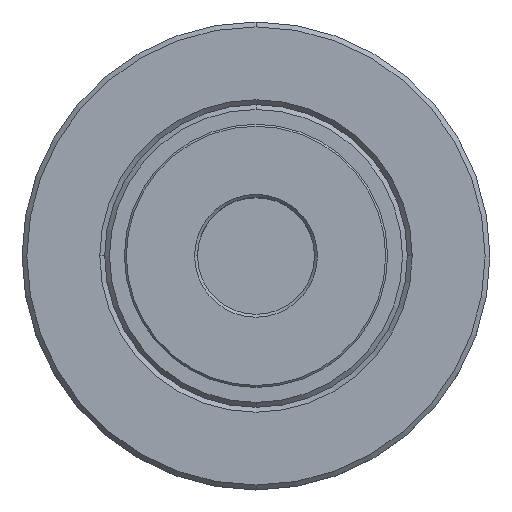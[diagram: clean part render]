
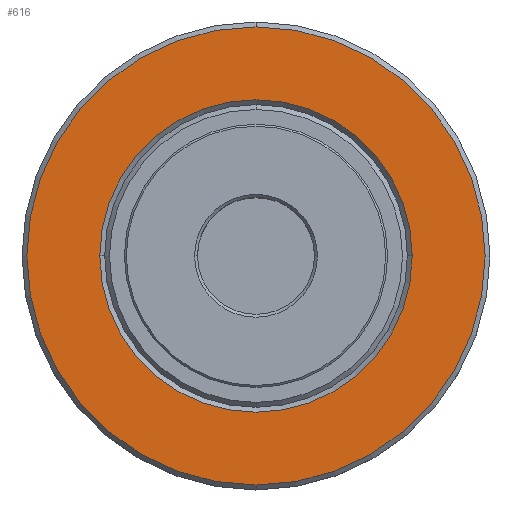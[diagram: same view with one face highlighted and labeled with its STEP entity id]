
A CAD part, top view. The second image highlights one B-rep face of the part: STEP entity #616.
In plain terms, the highlighted planar face has unit normal (0, 0, 1).
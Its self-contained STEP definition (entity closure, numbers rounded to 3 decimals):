
#18 = PLANE ( 'NONE',  #678 ) ;
#20 = CARTESIAN_POINT ( 'NONE',  ( -16.025, 0., 12.438 ) ) ;
#31 = DIRECTION ( 'NONE',  ( 1., 0., 0. ) ) ;
#81 = EDGE_LOOP ( 'NONE', ( #1458, #1337 ) ) ;
#142 = CARTESIAN_POINT ( 'NONE',  ( 16.025, 0., 12.438 ) ) ;
#154 = AXIS2_PLACEMENT_3D ( 'NONE', #426, #1476, #575 ) ;
#272 = CIRCLE ( 'NONE', #1190, 23.5 ) ;
#318 = CARTESIAN_POINT ( 'NONE',  ( 0., 23.5, 12.438 ) ) ;
#358 = DIRECTION ( 'NONE',  ( 0., 0., 1. ) ) ;
#426 = CARTESIAN_POINT ( 'NONE',  ( 0., 0., 12.438 ) ) ;
#446 = VERTEX_POINT ( 'NONE', #1533 ) ;
#509 = DIRECTION ( 'NONE',  ( 0., 0., 1. ) ) ;
#550 = EDGE_CURVE ( 'NONE', #1366, #446, #1085, .T. ) ;
#560 = CIRCLE ( 'NONE', #154, 16.025 ) ;
#575 = DIRECTION ( 'NONE',  ( 1., 0., 0. ) ) ;
#582 = FACE_BOUND ( 'NONE', #81, .T. ) ;
#616 = ADVANCED_FACE ( 'NONE', ( #582, #1775 ), #18, .T. ) ;
#678 = AXIS2_PLACEMENT_3D ( 'NONE', #1519, #1822, #937 ) ;
#898 = EDGE_LOOP ( 'NONE', ( #1066, #983 ) ) ;
#937 = DIRECTION ( 'NONE',  ( 1., 0., 0. ) ) ;
#938 = DIRECTION ( 'NONE',  ( 0., 0., -1. ) ) ;
#983 = ORIENTED_EDGE ( 'NONE', *, *, #1123, .T. ) ;
#1066 = ORIENTED_EDGE ( 'NONE', *, *, #550, .T. ) ;
#1085 = CIRCLE ( 'NONE', #1708, 23.5 ) ;
#1123 = EDGE_CURVE ( 'NONE', #446, #1366, #272, .T. ) ;
#1190 = AXIS2_PLACEMENT_3D ( 'NONE', #1259, #358, #1402 ) ;
#1259 = CARTESIAN_POINT ( 'NONE',  ( 0., 0., 12.438 ) ) ;
#1309 = VERTEX_POINT ( 'NONE', #142 ) ;
#1337 = ORIENTED_EDGE ( 'NONE', *, *, #1610, .T. ) ;
#1348 = AXIS2_PLACEMENT_3D ( 'NONE', #1823, #938, #31 ) ;
#1366 = VERTEX_POINT ( 'NONE', #318 ) ;
#1376 = EDGE_CURVE ( 'NONE', #1309, #1810, #1794, .T. ) ;
#1398 = CARTESIAN_POINT ( 'NONE',  ( 0., 0., 12.438 ) ) ;
#1402 = DIRECTION ( 'NONE',  ( 0., 1., 0. ) ) ;
#1458 = ORIENTED_EDGE ( 'NONE', *, *, #1376, .T. ) ;
#1476 = DIRECTION ( 'NONE',  ( 0., 0., -1. ) ) ;
#1519 = CARTESIAN_POINT ( 'NONE',  ( -23.782, -23.782, 12.438 ) ) ;
#1533 = CARTESIAN_POINT ( 'NONE',  ( 0., -23.5, 12.438 ) ) ;
#1556 = DIRECTION ( 'NONE',  ( 0., 1., 0. ) ) ;
#1610 = EDGE_CURVE ( 'NONE', #1810, #1309, #560, .T. ) ;
#1708 = AXIS2_PLACEMENT_3D ( 'NONE', #1398, #509, #1556 ) ;
#1775 = FACE_OUTER_BOUND ( 'NONE', #898, .T. ) ;
#1794 = CIRCLE ( 'NONE', #1348, 16.025 ) ;
#1810 = VERTEX_POINT ( 'NONE', #20 ) ;
#1822 = DIRECTION ( 'NONE',  ( 0., 0., 1. ) ) ;
#1823 = CARTESIAN_POINT ( 'NONE',  ( 0., 0., 12.438 ) ) ;
